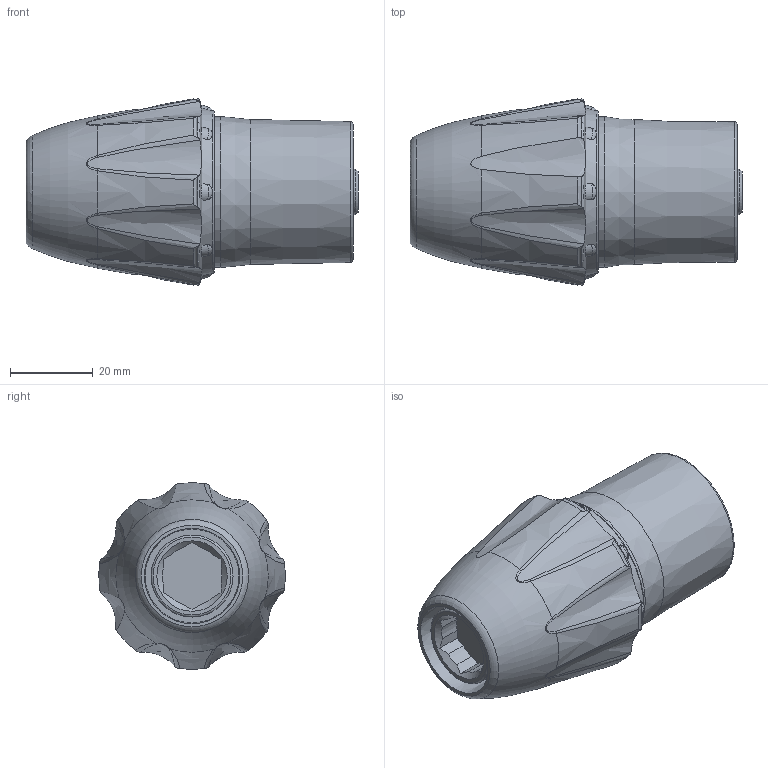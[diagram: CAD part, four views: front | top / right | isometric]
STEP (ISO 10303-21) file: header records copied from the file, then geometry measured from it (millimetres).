
FILE_DESCRIPTION(/* description */ ('Unknown'),/* implementation_level */ '2;1');
FILE_NAME(/* name */ '202300350 Kupplung QR2014',/* time_stamp */ '2023-01-25T15:13:18+01:00',/* author */ ('Unknown'),/* organization */ ('Unknown'),/* preprocessor_version */ 'ST-DEVELOPER v18.102',/* originating_system */ 'Solid Edge',/* authorisation */ 'Unknown');
FILE_SCHEMA (('AUTOMOTIVE_DESIGN {1 0 10303 214 3 1 1}'));
Length unit declared in the file: millimetre
Products named in the file (1): Kupplung
Bounding box: 80.19 x 44.97 x 44.97 mm (x, y, z)
Volume: 75263.4 mm3; surface area: 13693.6 mm2
Topology: 1 solids, 1 shells, 115 faces, 298 edges, 193 vertices
Faces by surface type: cylinder 27, bspline 26, plane 22, torus 22, cone 18
Full cylindrical faces by diameter (mm): 6.5 x1, 11 x1, 13.16 x1, 19.8 x1, 25.5 x1
Entity records: 5459 total; most frequent: CARTESIAN_POINT 2248, ORIENTED_EDGE 534, DIRECTION 408, EDGE_CURVE 267, AXIS2_PLACEMENT_3D 189, VERTEX_POINT 183, EDGE_LOOP 144, FACE_BOUND 144
